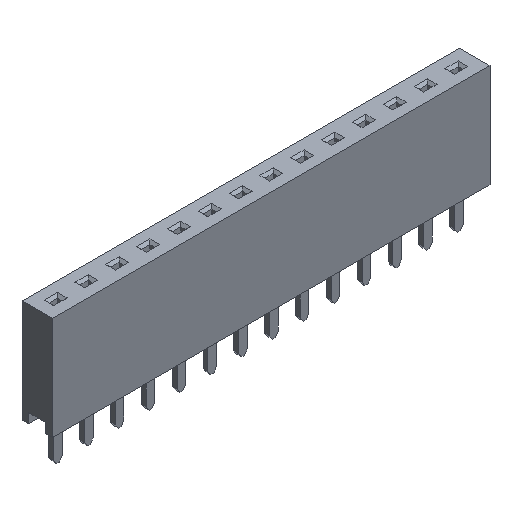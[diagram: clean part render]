
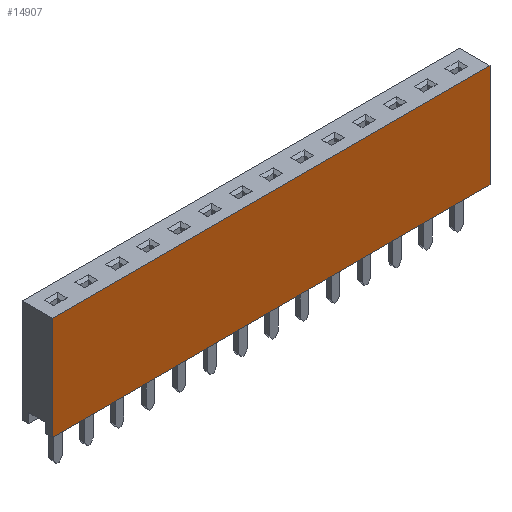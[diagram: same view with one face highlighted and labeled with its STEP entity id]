
A CAD part, isometric view. The second image highlights one B-rep face of the part: STEP entity #14907.
In plain terms, the highlighted planar face has unit normal (0, -1, 0).
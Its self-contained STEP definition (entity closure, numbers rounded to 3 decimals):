
#2188=ORIENTED_EDGE('',*,*,#4616,.T.);
#2189=ORIENTED_EDGE('',*,*,#4617,.T.);
#2190=ORIENTED_EDGE('',*,*,#4604,.T.);
#2191=ORIENTED_EDGE('',*,*,#4615,.T.);
#4604=EDGE_CURVE('',#5821,#5820,#7038,.T.);
#4615=EDGE_CURVE('',#5820,#5829,#7049,.T.);
#4616=EDGE_CURVE('',#5829,#5830,#7050,.T.);
#4617=EDGE_CURVE('',#5830,#5821,#7051,.T.);
#5820=VERTEX_POINT('',#21346);
#5821=VERTEX_POINT('',#21348);
#5829=VERTEX_POINT('',#21368);
#5830=VERTEX_POINT('',#21372);
#7038=LINE('',#21347,#8476);
#7049=LINE('',#21369,#8487);
#7050=LINE('',#21371,#8488);
#7051=LINE('',#21373,#8489);
#8476=VECTOR('',#17772,1000.);
#8487=VECTOR('',#17787,1000.);
#8488=VECTOR('',#17790,1000.);
#8489=VECTOR('',#17791,1000.);
#9065=EDGE_LOOP('',(#2188,#2189,#2190,#2191));
#9677=FACE_BOUND('',#9065,.T.);
#10289=PLANE('',#15554);
#14907=ADVANCED_FACE('',(#9677),#10289,.T.);
#15554=AXIS2_PLACEMENT_3D('',#21370,#17788,#17789);
#17772=DIRECTION('',(1.,0.,0.));
#17787=DIRECTION('',(0.,0.,1.));
#17788=DIRECTION('',(0.,-1.,0.));
#17789=DIRECTION('',(0.,0.,-1.));
#17790=DIRECTION('',(-1.,0.,0.));
#17791=DIRECTION('',(0.,0.,-1.));
#21346=CARTESIAN_POINT('',(18.03,-1.25,-4.25));
#21347=CARTESIAN_POINT('',(-18.03,-1.25,-4.25));
#21348=CARTESIAN_POINT('',(-18.03,-1.25,-4.25));
#21368=CARTESIAN_POINT('',(18.03,-1.25,4.25));
#21369=CARTESIAN_POINT('',(18.03,-1.25,-4.25));
#21370=CARTESIAN_POINT('',(0.,-1.25,0.));
#21371=CARTESIAN_POINT('',(18.03,-1.25,4.25));
#21372=CARTESIAN_POINT('',(-18.03,-1.25,4.25));
#21373=CARTESIAN_POINT('',(-18.03,-1.25,4.25));
